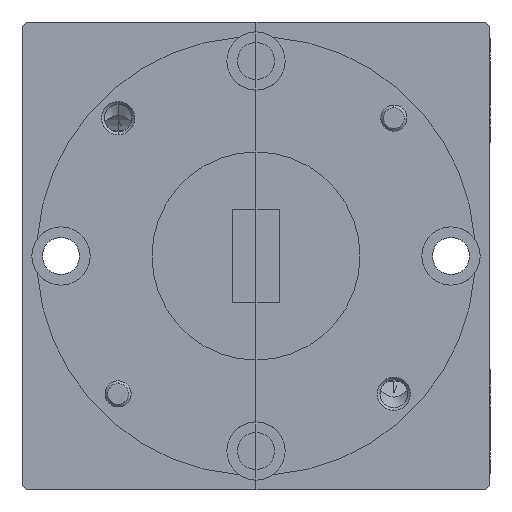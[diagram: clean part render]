
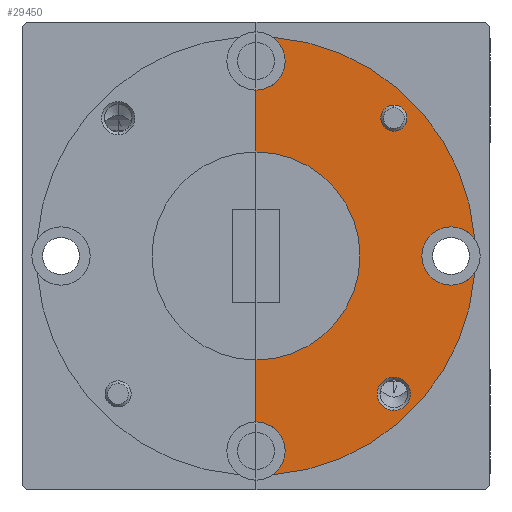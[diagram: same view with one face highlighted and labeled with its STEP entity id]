
A CAD part, left-side view. The second image highlights one B-rep face of the part: STEP entity #29450.
In plain terms, the highlighted planar face has unit normal (-1, 0, 0).
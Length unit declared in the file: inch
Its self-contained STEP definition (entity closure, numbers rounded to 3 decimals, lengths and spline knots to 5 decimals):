
#279 = DIRECTION ( 'NONE',  ( 1., 0., 0. ) ) ;
#348 = DIRECTION ( 'NONE',  ( 0., 0., 1. ) ) ;
#1394 = DIRECTION ( 'NONE',  ( 1., 0., 0. ) ) ;
#1584 = CARTESIAN_POINT ( 'NONE',  ( -0.88, -0.33146, -0.37146 ) ) ;
#2153 = DIRECTION ( 'NONE',  ( 0., 0., 1. ) ) ;
#2340 = FACE_BOUND ( 'NONE', #4267, .T. ) ;
#2411 = CARTESIAN_POINT ( 'NONE',  ( -0.88, 0., 0.25 ) ) ;
#2824 = VERTEX_POINT ( 'NONE', #32845 ) ;
#3599 = DIRECTION ( 'NONE',  ( -1., 0., 0. ) ) ;
#3781 = EDGE_LOOP ( 'NONE', ( #11975, #11087, #5386, #15796, #23650, #14864, #31863, #24052, #7629, #19252 ) ) ;
#3997 = DIRECTION ( 'NONE',  ( 0., 0., 1. ) ) ;
#4022 = CARTESIAN_POINT ( 'NONE',  ( -0.88, -0.33146, 0.36221 ) ) ;
#4267 = EDGE_LOOP ( 'NONE', ( #15613, #32285 ) ) ;
#4281 = FACE_OUTER_BOUND ( 'NONE', #3781, .T. ) ;
#4465 = VERTEX_POINT ( 'NONE', #38721 ) ;
#4563 = CIRCLE ( 'NONE', #10323, 0.5275 ) ;
#4672 = EDGE_CURVE ( 'NONE', #2824, #4465, #37526, .T. ) ;
#5199 = DIRECTION ( 'NONE',  ( 0., 0., 1. ) ) ;
#5386 = ORIENTED_EDGE ( 'NONE', *, *, #13669, .T. ) ;
#6282 = EDGE_CURVE ( 'NONE', #36092, #16798, #7876, .T. ) ;
#7629 = ORIENTED_EDGE ( 'NONE', *, *, #37614, .T. ) ;
#7876 = CIRCLE ( 'NONE', #11711, 0.07 ) ;
#8187 = LINE ( 'NONE', #38758, #34596 ) ;
#9088 = AXIS2_PLACEMENT_3D ( 'NONE', #14726, #39148, #21309 ) ;
#9610 = EDGE_CURVE ( 'NONE', #13073, #37919, #23668, .T. ) ;
#10088 = DIRECTION ( 'NONE',  ( 1., 0., 0. ) ) ;
#10323 = AXIS2_PLACEMENT_3D ( 'NONE', #35599, #17390, #11591 ) ;
#10758 = CARTESIAN_POINT ( 'NONE',  ( -0.88, -0.04034, 0.52596 ) ) ;
#10768 = EDGE_CURVE ( 'NONE', #37919, #12544, #8187, .T. ) ;
#11087 = ORIENTED_EDGE ( 'NONE', *, *, #15252, .T. ) ;
#11441 = CARTESIAN_POINT ( 'NONE',  ( -0.88, 0., 0. ) ) ;
#11591 = DIRECTION ( 'NONE',  ( 0., 0., 1. ) ) ;
#11618 = CARTESIAN_POINT ( 'NONE',  ( -0.88, 0., 0. ) ) ;
#11711 = AXIS2_PLACEMENT_3D ( 'NONE', #19593, #1394, #3997 ) ;
#11732 = CARTESIAN_POINT ( 'NONE',  ( -0.88, -0.46875, 0. ) ) ;
#11975 = ORIENTED_EDGE ( 'NONE', *, *, #6282, .T. ) ;
#12036 = CARTESIAN_POINT ( 'NONE',  ( -0.88, -0.52595, -0.04034 ) ) ;
#12246 = DIRECTION ( 'NONE',  ( 1., 0., 0. ) ) ;
#12405 = VERTEX_POINT ( 'NONE', #32435 ) ;
#12544 = VERTEX_POINT ( 'NONE', #2411 ) ;
#13073 = VERTEX_POINT ( 'NONE', #10758 ) ;
#13669 = EDGE_CURVE ( 'NONE', #12405, #35498, #15528, .T. ) ;
#13820 = CARTESIAN_POINT ( 'NONE',  ( -0.88, 0., 0.39875 ) ) ;
#14726 = CARTESIAN_POINT ( 'NONE',  ( -0.88, -0.33146, 0.33146 ) ) ;
#14764 = DIRECTION ( 'NONE',  ( 1., 0., 0. ) ) ;
#14864 = ORIENTED_EDGE ( 'NONE', *, *, #10768, .T. ) ;
#14926 = CIRCLE ( 'NONE', #37141, 0.25 ) ;
#15175 = AXIS2_PLACEMENT_3D ( 'NONE', #23918, #14764, #5199 ) ;
#15252 = EDGE_CURVE ( 'NONE', #16798, #12405, #26609, .T. ) ;
#15528 = CIRCLE ( 'NONE', #30767, 0.07 ) ;
#15563 = EDGE_CURVE ( 'NONE', #16240, #29936, #35656, .T. ) ;
#15613 = ORIENTED_EDGE ( 'NONE', *, *, #38137, .F. ) ;
#15796 = ORIENTED_EDGE ( 'NONE', *, *, #36618, .T. ) ;
#15859 = FACE_BOUND ( 'NONE', #23652, .T. ) ;
#16031 = CARTESIAN_POINT ( 'NONE',  ( -0.88, -0.33146, -0.33146 ) ) ;
#16192 = CARTESIAN_POINT ( 'NONE',  ( -0.88, -0.33146, -0.29146 ) ) ;
#16240 = VERTEX_POINT ( 'NONE', #16192 ) ;
#16277 = DIRECTION ( 'NONE',  ( -1., 0., 0. ) ) ;
#16392 = DIRECTION ( 'NONE',  ( 0., 0., 1. ) ) ;
#16663 = DIRECTION ( 'NONE',  ( -1., 0., 0. ) ) ;
#16798 = VERTEX_POINT ( 'NONE', #38113 ) ;
#17390 = DIRECTION ( 'NONE',  ( -1., 0., 0. ) ) ;
#17794 = DIRECTION ( 'NONE',  ( -1., 0., 0. ) ) ;
#19252 = ORIENTED_EDGE ( 'NONE', *, *, #32703, .T. ) ;
#19593 = CARTESIAN_POINT ( 'NONE',  ( -0.88, -0.46875, 0. ) ) ;
#20721 = AXIS2_PLACEMENT_3D ( 'NONE', #11618, #17794, #39637 ) ;
#21017 = CARTESIAN_POINT ( 'NONE',  ( -0.88, 0., -0.46875 ) ) ;
#21309 = DIRECTION ( 'NONE',  ( 0., 0., 1. ) ) ;
#22183 = CARTESIAN_POINT ( 'NONE',  ( -0.88, -0.33146, -0.33146 ) ) ;
#22451 = CIRCLE ( 'NONE', #31722, 0.07 ) ;
#23321 = CARTESIAN_POINT ( 'NONE',  ( -0.88, -0.33146, 0.33146 ) ) ;
#23650 = ORIENTED_EDGE ( 'NONE', *, *, #9610, .T. ) ;
#23652 = EDGE_LOOP ( 'NONE', ( #26539, #27478 ) ) ;
#23668 = CIRCLE ( 'NONE', #15175, 0.07 ) ;
#23918 = CARTESIAN_POINT ( 'NONE',  ( -0.88, 0., 0.46875 ) ) ;
#24052 = ORIENTED_EDGE ( 'NONE', *, *, #4672, .T. ) ;
#24792 = CARTESIAN_POINT ( 'NONE',  ( -0.88, 0., 0.5625 ) ) ;
#25523 = CARTESIAN_POINT ( 'NONE',  ( -0.88, -0.46875, 0. ) ) ;
#25932 = CARTESIAN_POINT ( 'NONE',  ( -0.88, 0., 0. ) ) ;
#26211 = AXIS2_PLACEMENT_3D ( 'NONE', #25523, #10088, #16392 ) ;
#26539 = ORIENTED_EDGE ( 'NONE', *, *, #15563, .F. ) ;
#26609 = CIRCLE ( 'NONE', #26211, 0.07 ) ;
#27056 = VERTEX_POINT ( 'NONE', #4022 ) ;
#27379 = AXIS2_PLACEMENT_3D ( 'NONE', #23321, #32291, #38173 ) ;
#27385 = CARTESIAN_POINT ( 'NONE',  ( -0.88, -0.04034, -0.52595 ) ) ;
#27478 = ORIENTED_EDGE ( 'NONE', *, *, #27848, .F. ) ;
#27656 = AXIS2_PLACEMENT_3D ( 'NONE', #25932, #16663, #37817 ) ;
#27848 = EDGE_CURVE ( 'NONE', #29936, #16240, #35090, .T. ) ;
#28067 = CARTESIAN_POINT ( 'NONE',  ( -0.88, -0.33146, 0.30071 ) ) ;
#28747 = AXIS2_PLACEMENT_3D ( 'NONE', #16031, #16277, #37579 ) ;
#29090 = EDGE_CURVE ( 'NONE', #2824, #12544, #14926, .T. ) ;
#29450 = ADVANCED_FACE ( 'NONE', ( #15859, #2340, #4281 ), #34774, .T. ) ;
#29936 = VERTEX_POINT ( 'NONE', #1584 ) ;
#30033 = DIRECTION ( 'NONE',  ( 0., 0., -1. ) ) ;
#30191 = VERTEX_POINT ( 'NONE', #27385 ) ;
#30290 = VERTEX_POINT ( 'NONE', #28067 ) ;
#30434 = DIRECTION ( 'NONE',  ( 0., 0., 1. ) ) ;
#30767 = AXIS2_PLACEMENT_3D ( 'NONE', #11732, #12246, #33584 ) ;
#31065 = DIRECTION ( 'NONE',  ( 0., 0., -1. ) ) ;
#31722 = AXIS2_PLACEMENT_3D ( 'NONE', #21017, #279, #30434 ) ;
#31863 = ORIENTED_EDGE ( 'NONE', *, *, #29090, .F. ) ;
#32285 = ORIENTED_EDGE ( 'NONE', *, *, #38528, .F. ) ;
#32291 = DIRECTION ( 'NONE',  ( -1., 0., 0. ) ) ;
#32435 = CARTESIAN_POINT ( 'NONE',  ( -0.88, -0.46875, 0.07 ) ) ;
#32703 = EDGE_CURVE ( 'NONE', #30191, #36092, #38684, .T. ) ;
#32809 = DIRECTION ( 'NONE',  ( -1., 0., 0. ) ) ;
#32845 = CARTESIAN_POINT ( 'NONE',  ( -0.88, 0., -0.25 ) ) ;
#33584 = DIRECTION ( 'NONE',  ( 0., 0., 1. ) ) ;
#34368 = CIRCLE ( 'NONE', #27379, 0.03075 ) ;
#34596 = VECTOR ( 'NONE', #30033, 39.37008 ) ;
#34774 = PLANE ( 'NONE',  #27656 ) ;
#35090 = CIRCLE ( 'NONE', #38679, 0.04 ) ;
#35498 = VERTEX_POINT ( 'NONE', #39705 ) ;
#35599 = CARTESIAN_POINT ( 'NONE',  ( -0.88, 0., 0. ) ) ;
#35656 = CIRCLE ( 'NONE', #28747, 0.04 ) ;
#36092 = VERTEX_POINT ( 'NONE', #12036 ) ;
#36618 = EDGE_CURVE ( 'NONE', #35498, #13073, #4563, .T. ) ;
#37141 = AXIS2_PLACEMENT_3D ( 'NONE', #11441, #32809, #2153 ) ;
#37526 = LINE ( 'NONE', #24792, #38524 ) ;
#37579 = DIRECTION ( 'NONE',  ( 0., 0., 1. ) ) ;
#37614 = EDGE_CURVE ( 'NONE', #4465, #30191, #22451, .T. ) ;
#37817 = DIRECTION ( 'NONE',  ( 0., 0., 1. ) ) ;
#37919 = VERTEX_POINT ( 'NONE', #13820 ) ;
#38113 = CARTESIAN_POINT ( 'NONE',  ( -0.88, -0.46875, -0.07 ) ) ;
#38137 = EDGE_CURVE ( 'NONE', #27056, #30290, #38229, .T. ) ;
#38173 = DIRECTION ( 'NONE',  ( 0., 0., 1. ) ) ;
#38229 = CIRCLE ( 'NONE', #9088, 0.03075 ) ;
#38524 = VECTOR ( 'NONE', #31065, 39.37008 ) ;
#38528 = EDGE_CURVE ( 'NONE', #30290, #27056, #34368, .T. ) ;
#38679 = AXIS2_PLACEMENT_3D ( 'NONE', #22183, #3599, #348 ) ;
#38684 = CIRCLE ( 'NONE', #20721, 0.5275 ) ;
#38721 = CARTESIAN_POINT ( 'NONE',  ( -0.88, 0., -0.39875 ) ) ;
#38758 = CARTESIAN_POINT ( 'NONE',  ( -0.88, 0., 0.5625 ) ) ;
#39148 = DIRECTION ( 'NONE',  ( -1., 0., 0. ) ) ;
#39637 = DIRECTION ( 'NONE',  ( 0., 0., 1. ) ) ;
#39705 = CARTESIAN_POINT ( 'NONE',  ( -0.88, -0.52595, 0.04034 ) ) ;
